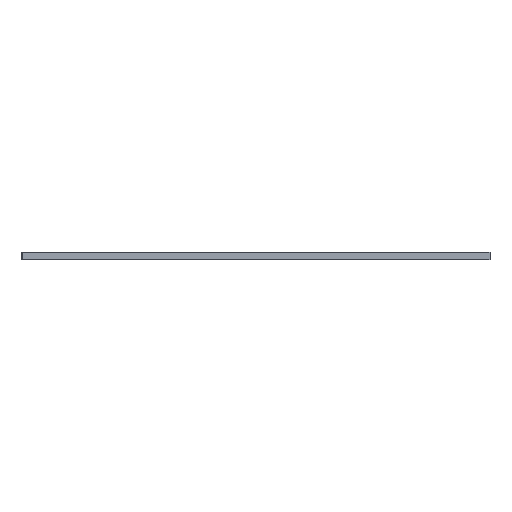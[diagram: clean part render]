
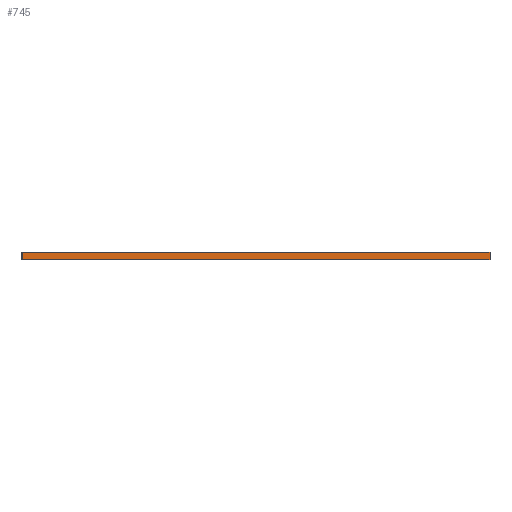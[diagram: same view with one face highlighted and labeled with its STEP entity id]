
A CAD part, front view. The second image highlights one B-rep face of the part: STEP entity #745.
In plain terms, the highlighted planar face has unit normal (0, -1, 0).
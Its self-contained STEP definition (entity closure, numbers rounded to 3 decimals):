
#72 = PLANE('',#73);
#73 = AXIS2_PLACEMENT_3D('',#74,#75,#76);
#74 = CARTESIAN_POINT('',(66.163,-8.144,5.));
#75 = DIRECTION('',(0.,0.,1.));
#76 = DIRECTION('',(1.,0.,0.));
#126 = PLANE('',#127);
#127 = AXIS2_PLACEMENT_3D('',#128,#129,#130);
#128 = CARTESIAN_POINT('',(66.163,-8.144,0.));
#129 = DIRECTION('',(0.,0.,1.));
#130 = DIRECTION('',(1.,0.,0.));
#637 = PLANE('',#638);
#638 = AXIS2_PLACEMENT_3D('',#639,#640,#641);
#639 = CARTESIAN_POINT('',(-83.837,-120.644,0.));
#640 = DIRECTION('',(1.,0.,0.));
#641 = DIRECTION('',(0.,-1.,0.));
#675 = VERTEX_POINT('',#676);
#676 = CARTESIAN_POINT('',(-83.837,-195.644,5.));
#697 = EDGE_CURVE('',#698,#675,#700,.T.);
#698 = VERTEX_POINT('',#699);
#699 = CARTESIAN_POINT('',(-83.837,-195.644,0.));
#700 = SURFACE_CURVE('',#701,(#705,#712),.PCURVE_S1.);
#701 = LINE('',#702,#703);
#702 = CARTESIAN_POINT('',(-83.837,-195.644,0.));
#703 = VECTOR('',#704,1.);
#704 = DIRECTION('',(0.,0.,1.));
#705 = PCURVE('',#637,#706);
#706 = DEFINITIONAL_REPRESENTATION('',(#707),#711);
#707 = LINE('',#708,#709);
#708 = CARTESIAN_POINT('',(75.,0.));
#709 = VECTOR('',#710,1.);
#710 = DIRECTION('',(0.,-1.));
#711 = ( GEOMETRIC_REPRESENTATION_CONTEXT(2) 
PARAMETRIC_REPRESENTATION_CONTEXT() REPRESENTATION_CONTEXT('2D SPACE',''
  ) );
#712 = PCURVE('',#713,#718);
#713 = PLANE('',#714);
#714 = AXIS2_PLACEMENT_3D('',#715,#716,#717);
#715 = CARTESIAN_POINT('',(-83.837,-195.644,0.));
#716 = DIRECTION('',(0.,1.,0.));
#717 = DIRECTION('',(1.,0.,0.));
#718 = DEFINITIONAL_REPRESENTATION('',(#719),#723);
#719 = LINE('',#720,#721);
#720 = CARTESIAN_POINT('',(0.,0.));
#721 = VECTOR('',#722,1.);
#722 = DIRECTION('',(0.,-1.));
#723 = ( GEOMETRIC_REPRESENTATION_CONTEXT(2) 
PARAMETRIC_REPRESENTATION_CONTEXT() REPRESENTATION_CONTEXT('2D SPACE',''
  ) );
#745 = ADVANCED_FACE('',(#746),#713,.F.);
#746 = FACE_BOUND('',#747,.F.);
#747 = EDGE_LOOP('',(#748,#749,#772,#800));
#748 = ORIENTED_EDGE('',*,*,#697,.T.);
#749 = ORIENTED_EDGE('',*,*,#750,.T.);
#750 = EDGE_CURVE('',#675,#751,#753,.T.);
#751 = VERTEX_POINT('',#752);
#752 = CARTESIAN_POINT('',(216.163,-195.644,5.));
#753 = SURFACE_CURVE('',#754,(#758,#765),.PCURVE_S1.);
#754 = LINE('',#755,#756);
#755 = CARTESIAN_POINT('',(-83.837,-195.644,5.));
#756 = VECTOR('',#757,1.);
#757 = DIRECTION('',(1.,0.,0.));
#758 = PCURVE('',#713,#759);
#759 = DEFINITIONAL_REPRESENTATION('',(#760),#764);
#760 = LINE('',#761,#762);
#761 = CARTESIAN_POINT('',(0.,-5.));
#762 = VECTOR('',#763,1.);
#763 = DIRECTION('',(1.,0.));
#764 = ( GEOMETRIC_REPRESENTATION_CONTEXT(2) 
PARAMETRIC_REPRESENTATION_CONTEXT() REPRESENTATION_CONTEXT('2D SPACE',''
  ) );
#765 = PCURVE('',#72,#766);
#766 = DEFINITIONAL_REPRESENTATION('',(#767),#771);
#767 = LINE('',#768,#769);
#768 = CARTESIAN_POINT('',(-150.,-187.5));
#769 = VECTOR('',#770,1.);
#770 = DIRECTION('',(1.,0.));
#771 = ( GEOMETRIC_REPRESENTATION_CONTEXT(2) 
PARAMETRIC_REPRESENTATION_CONTEXT() REPRESENTATION_CONTEXT('2D SPACE',''
  ) );
#772 = ORIENTED_EDGE('',*,*,#773,.F.);
#773 = EDGE_CURVE('',#774,#751,#776,.T.);
#774 = VERTEX_POINT('',#775);
#775 = CARTESIAN_POINT('',(216.163,-195.644,0.));
#776 = SURFACE_CURVE('',#777,(#781,#788),.PCURVE_S1.);
#777 = LINE('',#778,#779);
#778 = CARTESIAN_POINT('',(216.163,-195.644,0.));
#779 = VECTOR('',#780,1.);
#780 = DIRECTION('',(0.,0.,1.));
#781 = PCURVE('',#713,#782);
#782 = DEFINITIONAL_REPRESENTATION('',(#783),#787);
#783 = LINE('',#784,#785);
#784 = CARTESIAN_POINT('',(300.,0.));
#785 = VECTOR('',#786,1.);
#786 = DIRECTION('',(0.,-1.));
#787 = ( GEOMETRIC_REPRESENTATION_CONTEXT(2) 
PARAMETRIC_REPRESENTATION_CONTEXT() REPRESENTATION_CONTEXT('2D SPACE',''
  ) );
#788 = PCURVE('',#789,#794);
#789 = PLANE('',#790);
#790 = AXIS2_PLACEMENT_3D('',#791,#792,#793);
#791 = CARTESIAN_POINT('',(216.163,-195.644,0.));
#792 = DIRECTION('',(-1.,0.,0.));
#793 = DIRECTION('',(0.,1.,0.));
#794 = DEFINITIONAL_REPRESENTATION('',(#795),#799);
#795 = LINE('',#796,#797);
#796 = CARTESIAN_POINT('',(0.,0.));
#797 = VECTOR('',#798,1.);
#798 = DIRECTION('',(0.,-1.));
#799 = ( GEOMETRIC_REPRESENTATION_CONTEXT(2) 
PARAMETRIC_REPRESENTATION_CONTEXT() REPRESENTATION_CONTEXT('2D SPACE',''
  ) );
#800 = ORIENTED_EDGE('',*,*,#801,.F.);
#801 = EDGE_CURVE('',#698,#774,#802,.T.);
#802 = SURFACE_CURVE('',#803,(#807,#814),.PCURVE_S1.);
#803 = LINE('',#804,#805);
#804 = CARTESIAN_POINT('',(-83.837,-195.644,0.));
#805 = VECTOR('',#806,1.);
#806 = DIRECTION('',(1.,0.,0.));
#807 = PCURVE('',#713,#808);
#808 = DEFINITIONAL_REPRESENTATION('',(#809),#813);
#809 = LINE('',#810,#811);
#810 = CARTESIAN_POINT('',(0.,0.));
#811 = VECTOR('',#812,1.);
#812 = DIRECTION('',(1.,0.));
#813 = ( GEOMETRIC_REPRESENTATION_CONTEXT(2) 
PARAMETRIC_REPRESENTATION_CONTEXT() REPRESENTATION_CONTEXT('2D SPACE',''
  ) );
#814 = PCURVE('',#126,#815);
#815 = DEFINITIONAL_REPRESENTATION('',(#816),#820);
#816 = LINE('',#817,#818);
#817 = CARTESIAN_POINT('',(-150.,-187.5));
#818 = VECTOR('',#819,1.);
#819 = DIRECTION('',(1.,0.));
#820 = ( GEOMETRIC_REPRESENTATION_CONTEXT(2) 
PARAMETRIC_REPRESENTATION_CONTEXT() REPRESENTATION_CONTEXT('2D SPACE',''
  ) );
